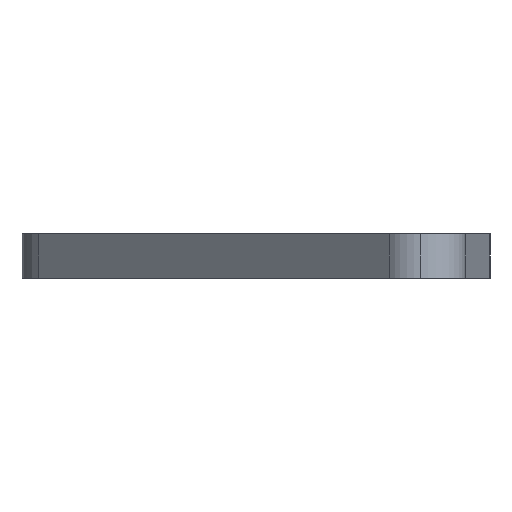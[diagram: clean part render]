
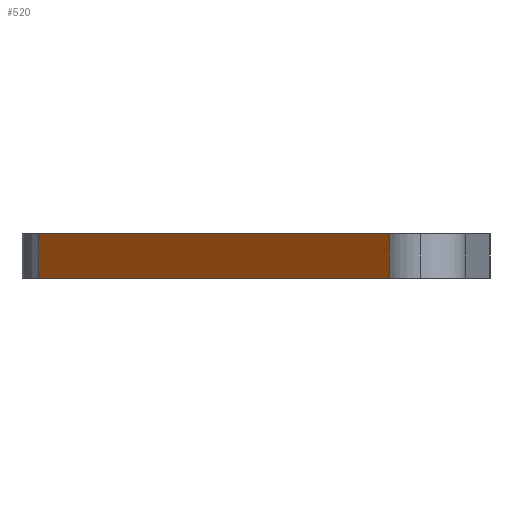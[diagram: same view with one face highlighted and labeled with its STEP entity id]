
A CAD part, left-side view. The second image highlights one B-rep face of the part: STEP entity #520.
In plain terms, the highlighted planar face has unit normal (-0.713, 0.701, 0).
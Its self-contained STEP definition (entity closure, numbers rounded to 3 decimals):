
#20 = PLANE ( 'NONE',  #25 ) ;
#25 = AXIS2_PLACEMENT_3D ( 'NONE', #84, #503, #33 ) ;
#26 = DIRECTION ( 'NONE',  ( -0.701, -0.713, 0. ) ) ;
#33 = DIRECTION ( 'NONE',  ( 0.701, 0.713, 0. ) ) ;
#84 = CARTESIAN_POINT ( 'NONE',  ( -5.703, 5.61, 8. ) ) ;
#97 = VECTOR ( 'NONE', #545, 1000. ) ;
#123 = LINE ( 'NONE', #288, #222 ) ;
#149 = ORIENTED_EDGE ( 'NONE', *, *, #510, .F. ) ;
#177 = FACE_OUTER_BOUND ( 'NONE', #349, .T. ) ;
#184 = ORIENTED_EDGE ( 'NONE', *, *, #488, .F. ) ;
#222 = VECTOR ( 'NONE', #26, 1000. ) ;
#288 = CARTESIAN_POINT ( 'NONE',  ( -5.703, 5.61, 8. ) ) ;
#299 = DIRECTION ( 'NONE',  ( 0., 0., -1. ) ) ;
#330 = CARTESIAN_POINT ( 'NONE',  ( -5.703, 5.61, 0. ) ) ;
#333 = DIRECTION ( 'NONE',  ( 0., 0., -1. ) ) ;
#349 = EDGE_LOOP ( 'NONE', ( #608, #149, #184, #562 ) ) ;
#378 = VECTOR ( 'NONE', #299, 1000. ) ;
#387 = CARTESIAN_POINT ( 'NONE',  ( 38.327, 50.367, 8. ) ) ;
#395 = CARTESIAN_POINT ( 'NONE',  ( -23.235, -12.212, 0. ) ) ;
#413 = EDGE_CURVE ( 'NONE', #546, #462, #548, .T. ) ;
#442 = CARTESIAN_POINT ( 'NONE',  ( 38.327, 50.367, 8. ) ) ;
#462 = VERTEX_POINT ( 'NONE', #395 ) ;
#488 = EDGE_CURVE ( 'NONE', #533, #643, #123, .T. ) ;
#503 = DIRECTION ( 'NONE',  ( 0.713, -0.701, 0. ) ) ;
#505 = CARTESIAN_POINT ( 'NONE',  ( -23.235, -12.212, 8. ) ) ;
#510 = EDGE_CURVE ( 'NONE', #643, #462, #655, .T. ) ;
#520 = ADVANCED_FACE ( 'NONE', ( #177 ), #20, .F. ) ;
#533 = VERTEX_POINT ( 'NONE', #442 ) ;
#545 = DIRECTION ( 'NONE',  ( -0.701, -0.713, 0. ) ) ;
#546 = VERTEX_POINT ( 'NONE', #648 ) ;
#548 = LINE ( 'NONE', #330, #97 ) ;
#555 = LINE ( 'NONE', #387, #378 ) ;
#562 = ORIENTED_EDGE ( 'NONE', *, *, #633, .T. ) ;
#605 = VECTOR ( 'NONE', #333, 1000. ) ;
#608 = ORIENTED_EDGE ( 'NONE', *, *, #413, .T. ) ;
#633 = EDGE_CURVE ( 'NONE', #533, #546, #555, .T. ) ;
#643 = VERTEX_POINT ( 'NONE', #505 ) ;
#646 = CARTESIAN_POINT ( 'NONE',  ( -23.235, -12.212, 8. ) ) ;
#648 = CARTESIAN_POINT ( 'NONE',  ( 38.327, 50.367, 0. ) ) ;
#655 = LINE ( 'NONE', #646, #605 ) ;
